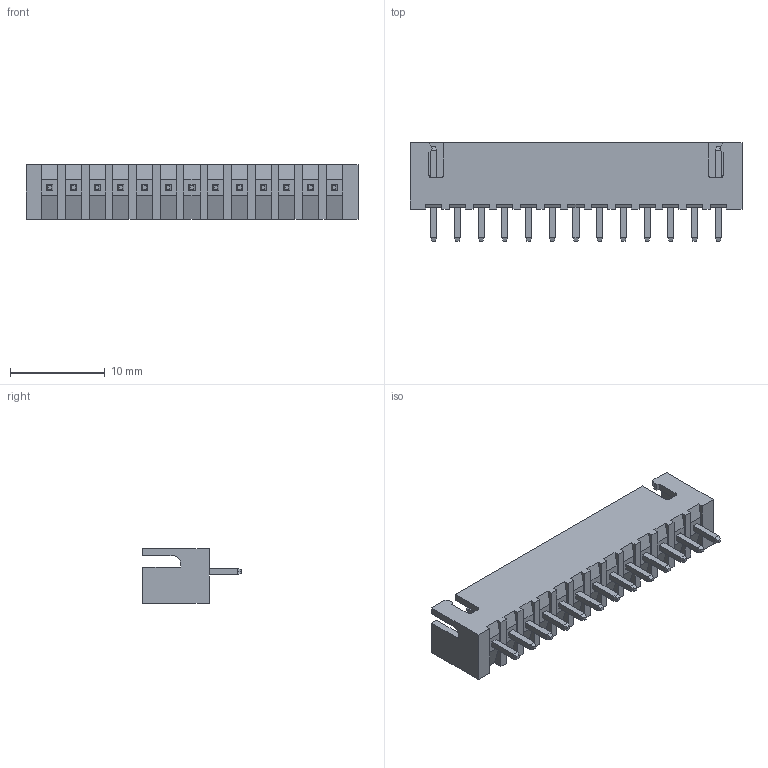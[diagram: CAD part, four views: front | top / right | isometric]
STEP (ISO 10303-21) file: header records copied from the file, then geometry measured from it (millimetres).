
FILE_DESCRIPTION (( 'STEP AP203' ), '1' );
FILE_NAME ('14K-513-415-AA1.STEP', '2024-02-23T16:39:33', ( '' ), ( '' ), 'SwSTEP 2.0', 'SolidWorks 2023', '' );
FILE_SCHEMA (( 'CONFIG_CONTROL_DESIGN' ));
Length unit declared in the file: millimetre
Products named in the file (3): 14K Series Pin_15; 14K-513-415-AA1; 14K Series Pin Header Insulator_513
Assembly tree (14 placements, depth 2):
  14K-513-415-AA1
    14K Series Pin Header Insulator_513
    14K Series Pin_15  x13
Bounding box: 35 x 10.4 x 5.75 mm (x, y, z)
Volume: 646.9 mm3; surface area: 1761.5 mm2
Topology: 14 solids, 14 shells, 378 faces, 946 edges, 596 vertices
Faces by surface type: plane 369, cylinder 9
Entity records: 6737 total; most frequent: CARTESIAN_POINT 1097, ORIENTED_EDGE 1076, DIRECTION 962, EDGE_CURVE 538, LINE 520, VECTOR 520, VERTEX_POINT 356, AXIS2_PLACEMENT_3D 221
